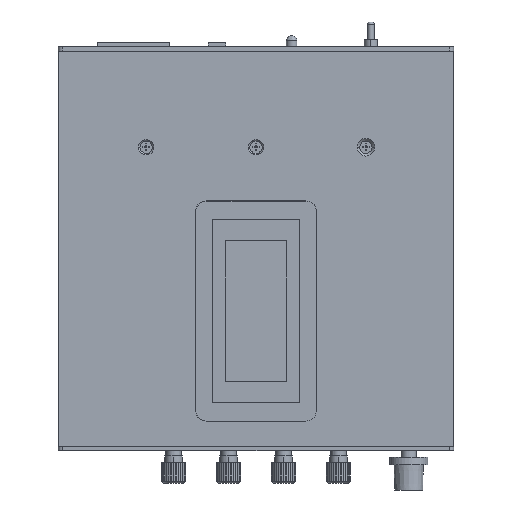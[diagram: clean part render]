
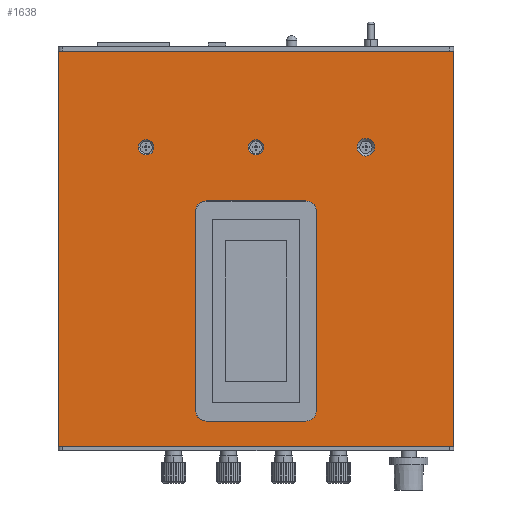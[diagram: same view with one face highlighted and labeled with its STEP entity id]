
A CAD part, front view. The second image highlights one B-rep face of the part: STEP entity #1638.
In plain terms, the highlighted planar face has unit normal (0, -1, 0).
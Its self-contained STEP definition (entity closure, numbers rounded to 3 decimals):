
#90=DIRECTION('',(1.,0.,0.));
#91=VECTOR('',#90,180.);
#92=CARTESIAN_POINT('',(0.,0.,0.));
#93=LINE('',#92,#91);
#263=DIRECTION('',(1.,0.,0.));
#264=VECTOR('',#263,180.);
#265=CARTESIAN_POINT('',(0.,0.,180.));
#266=LINE('',#265,#264);
#402=DIRECTION('',(0.,0.,1.));
#403=VECTOR('',#402,180.);
#404=CARTESIAN_POINT('',(180.,0.,0.));
#405=LINE('',#404,#403);
#406=DIRECTION('',(0.,0.,1.));
#407=VECTOR('',#406,180.);
#408=CARTESIAN_POINT('',(0.,0.,0.));
#409=LINE('',#408,#407);
#410=CARTESIAN_POINT('',(140.,0.,136.25));
#411=DIRECTION('',(0.,1.,0.));
#412=DIRECTION('',(-1.,0.,0.));
#413=AXIS2_PLACEMENT_3D('',#410,#411,#412);
#415=CARTESIAN_POINT('',(140.,0.,136.25));
#416=DIRECTION('',(0.,1.,0.));
#417=DIRECTION('',(1.,0.,0.));
#418=AXIS2_PLACEMENT_3D('',#415,#416,#417);
#420=CARTESIAN_POINT('',(90.,0.,136.25));
#421=DIRECTION('',(0.,1.,0.));
#422=DIRECTION('',(-1.,0.,0.));
#423=AXIS2_PLACEMENT_3D('',#420,#421,#422);
#425=CARTESIAN_POINT('',(90.,0.,136.25));
#426=DIRECTION('',(0.,1.,0.));
#427=DIRECTION('',(1.,0.,0.));
#428=AXIS2_PLACEMENT_3D('',#425,#426,#427);
#430=CARTESIAN_POINT('',(40.,0.,136.25));
#431=DIRECTION('',(0.,1.,0.));
#432=DIRECTION('',(-1.,0.,0.));
#433=AXIS2_PLACEMENT_3D('',#430,#431,#432);
#435=CARTESIAN_POINT('',(40.,0.,136.25));
#436=DIRECTION('',(0.,1.,0.));
#437=DIRECTION('',(1.,0.,0.));
#438=AXIS2_PLACEMENT_3D('',#435,#436,#437);
#440=DIRECTION('',(-1.,0.,0.));
#441=VECTOR('',#440,45.2);
#442=CARTESIAN_POINT('',(112.6,0.,111.85));
#443=LINE('',#442,#441);
#444=DIRECTION('',(0.,0.,-1.));
#445=VECTOR('',#444,90.2);
#446=CARTESIAN_POINT('',(62.4,0.,106.85));
#447=LINE('',#446,#445);
#448=DIRECTION('',(1.,0.,0.));
#449=VECTOR('',#448,45.2);
#450=CARTESIAN_POINT('',(67.4,0.,11.65));
#451=LINE('',#450,#449);
#452=DIRECTION('',(0.,0.,1.));
#453=VECTOR('',#452,90.2);
#454=CARTESIAN_POINT('',(117.6,0.,16.65));
#455=LINE('',#454,#453);
#857=CARTESIAN_POINT('',(112.6,0.,106.85));
#858=DIRECTION('',(0.,1.,0.));
#859=DIRECTION('',(0.,0.,1.));
#860=AXIS2_PLACEMENT_3D('',#857,#858,#859);
#870=CARTESIAN_POINT('',(67.4,0.,106.85));
#871=DIRECTION('',(0.,1.,0.));
#872=DIRECTION('',(-1.,0.,0.));
#873=AXIS2_PLACEMENT_3D('',#870,#871,#872);
#883=CARTESIAN_POINT('',(67.4,0.,16.65));
#884=DIRECTION('',(0.,1.,0.));
#885=DIRECTION('',(0.,0.,-1.));
#886=AXIS2_PLACEMENT_3D('',#883,#884,#885);
#896=CARTESIAN_POINT('',(112.6,0.,16.65));
#897=DIRECTION('',(0.,1.,0.));
#898=DIRECTION('',(1.,0.,0.));
#899=AXIS2_PLACEMENT_3D('',#896,#897,#898);
#941=CARTESIAN_POINT('',(0.,0.,0.));
#943=VERTEX_POINT('',#941);
#944=CARTESIAN_POINT('',(180.,0.,0.));
#945=VERTEX_POINT('',#944);
#949=CARTESIAN_POINT('',(0.,0.,180.));
#951=VERTEX_POINT('',#949);
#952=CARTESIAN_POINT('',(180.,0.,180.));
#953=VERTEX_POINT('',#952);
#1124=CARTESIAN_POINT('',(136.,0.,136.25));
#1125=CARTESIAN_POINT('',(144.,0.,136.25));
#1126=VERTEX_POINT('',#1124);
#1127=VERTEX_POINT('',#1125);
#1132=CARTESIAN_POINT('',(86.5,0.,136.25));
#1133=CARTESIAN_POINT('',(93.5,0.,136.25));
#1134=VERTEX_POINT('',#1132);
#1135=VERTEX_POINT('',#1133);
#1140=CARTESIAN_POINT('',(36.5,0.,136.25));
#1141=CARTESIAN_POINT('',(43.5,0.,136.25));
#1142=VERTEX_POINT('',#1140);
#1143=VERTEX_POINT('',#1141);
#1152=CARTESIAN_POINT('',(112.6,0.,111.85));
#1153=VERTEX_POINT('',#1152);
#1154=CARTESIAN_POINT('',(117.6,0.,106.85));
#1155=VERTEX_POINT('',#1154);
#1160=CARTESIAN_POINT('',(62.4,0.,106.85));
#1161=VERTEX_POINT('',#1160);
#1162=CARTESIAN_POINT('',(67.4,0.,111.85));
#1163=VERTEX_POINT('',#1162);
#1168=CARTESIAN_POINT('',(117.6,0.,16.65));
#1169=VERTEX_POINT('',#1168);
#1170=CARTESIAN_POINT('',(112.6,0.,11.65));
#1171=VERTEX_POINT('',#1170);
#1176=CARTESIAN_POINT('',(67.4,0.,11.65));
#1177=VERTEX_POINT('',#1176);
#1178=CARTESIAN_POINT('',(62.4,0.,16.65));
#1179=VERTEX_POINT('',#1178);
#1590=CARTESIAN_POINT('',(0.,0.,0.));
#1591=DIRECTION('',(0.,-1.,0.));
#1592=DIRECTION('',(1.,0.,0.));
#1593=AXIS2_PLACEMENT_3D('',#1590,#1591,#1592);
#1594=PLANE('',#1593);
#1595=ORIENTED_EDGE('',*,*,#1265,.F.);
#1597=ORIENTED_EDGE('',*,*,#1596,.T.);
#1598=ORIENTED_EDGE('',*,*,#1396,.T.);
#1599=ORIENTED_EDGE('',*,*,#1583,.F.);
#1600=EDGE_LOOP('',(#1595,#1597,#1598,#1599));
#1601=FACE_OUTER_BOUND('',#1600,.F.);
#1603=ORIENTED_EDGE('',*,*,#1602,.F.);
#1605=ORIENTED_EDGE('',*,*,#1604,.F.);
#1606=EDGE_LOOP('',(#1603,#1605));
#1607=FACE_BOUND('',#1606,.F.);
#1609=ORIENTED_EDGE('',*,*,#1608,.F.);
#1611=ORIENTED_EDGE('',*,*,#1610,.F.);
#1612=EDGE_LOOP('',(#1609,#1611));
#1613=FACE_BOUND('',#1612,.F.);
#1615=ORIENTED_EDGE('',*,*,#1614,.F.);
#1617=ORIENTED_EDGE('',*,*,#1616,.F.);
#1618=EDGE_LOOP('',(#1615,#1617));
#1619=FACE_BOUND('',#1618,.F.);
#1621=ORIENTED_EDGE('',*,*,#1620,.T.);
#1623=ORIENTED_EDGE('',*,*,#1622,.F.);
#1625=ORIENTED_EDGE('',*,*,#1624,.T.);
#1627=ORIENTED_EDGE('',*,*,#1626,.F.);
#1629=ORIENTED_EDGE('',*,*,#1628,.T.);
#1631=ORIENTED_EDGE('',*,*,#1630,.F.);
#1633=ORIENTED_EDGE('',*,*,#1632,.T.);
#1635=ORIENTED_EDGE('',*,*,#1634,.F.);
#1636=EDGE_LOOP('',(#1621,#1623,#1625,#1627,#1629,#1631,#1633,#1635));
#1637=FACE_BOUND('',#1636,.F.);
#1638=ADVANCED_FACE('',(#1601,#1607,#1613,#1619,#1637),#1594,.T.);
#414=CIRCLE('',#413,4.);
#419=CIRCLE('',#418,4.);
#424=CIRCLE('',#423,3.5);
#429=CIRCLE('',#428,3.5);
#434=CIRCLE('',#433,3.5);
#439=CIRCLE('',#438,3.5);
#861=CIRCLE('',#860,5.);
#874=CIRCLE('',#873,5.);
#887=CIRCLE('',#886,5.);
#900=CIRCLE('',#899,5.);
#1265=EDGE_CURVE('',#943,#945,#93,.T.);
#1396=EDGE_CURVE('',#951,#953,#266,.T.);
#1583=EDGE_CURVE('',#945,#953,#405,.T.);
#1596=EDGE_CURVE('',#943,#951,#409,.T.);
#1602=EDGE_CURVE('',#1126,#1127,#414,.T.);
#1604=EDGE_CURVE('',#1127,#1126,#419,.T.);
#1608=EDGE_CURVE('',#1134,#1135,#424,.T.);
#1610=EDGE_CURVE('',#1135,#1134,#429,.T.);
#1614=EDGE_CURVE('',#1142,#1143,#434,.T.);
#1616=EDGE_CURVE('',#1143,#1142,#439,.T.);
#1620=EDGE_CURVE('',#1153,#1163,#443,.T.);
#1622=EDGE_CURVE('',#1161,#1163,#874,.T.);
#1624=EDGE_CURVE('',#1161,#1179,#447,.T.);
#1626=EDGE_CURVE('',#1177,#1179,#887,.T.);
#1628=EDGE_CURVE('',#1177,#1171,#451,.T.);
#1630=EDGE_CURVE('',#1169,#1171,#900,.T.);
#1632=EDGE_CURVE('',#1169,#1155,#455,.T.);
#1634=EDGE_CURVE('',#1153,#1155,#861,.T.);
